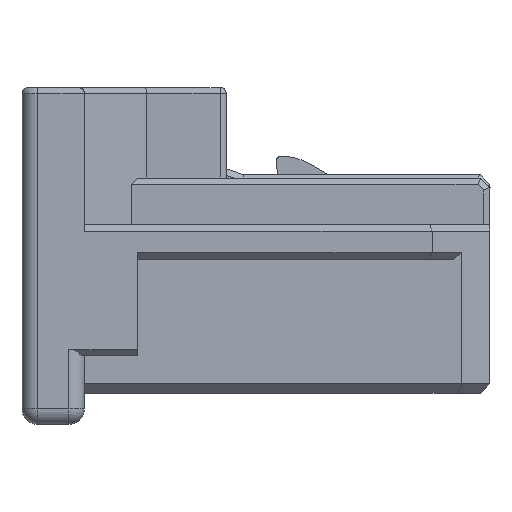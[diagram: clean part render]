
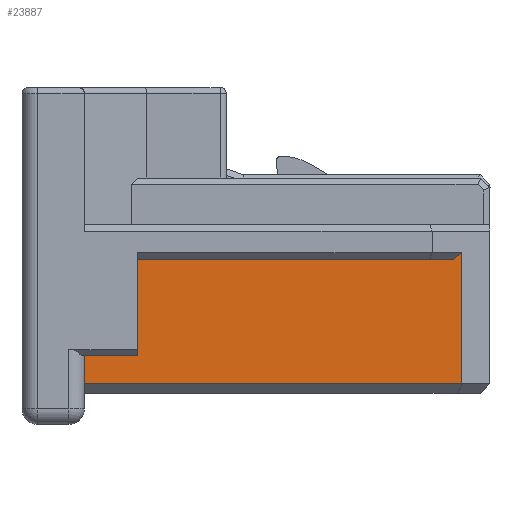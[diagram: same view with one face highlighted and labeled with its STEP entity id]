
A CAD part, left-side view. The second image highlights one B-rep face of the part: STEP entity #23887.
In plain terms, the highlighted planar face has unit normal (-1, 0, 0).
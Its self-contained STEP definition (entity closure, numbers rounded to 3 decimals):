
#15356=CARTESIAN_POINT('',(-9.,-14.1,0.3));
#15357=VERTEX_POINT('',#15356);
#15417=CARTESIAN_POINT('',(-9.,-3.7,1.2));
#15418=VERTEX_POINT('',#15417);
#15444=CARTESIAN_POINT('',(-9.,-2.,1.2));
#15445=VERTEX_POINT('',#15444);
#15452=CARTESIAN_POINT('',(-9.,-2.,1.2));
#15453=DIRECTION('',(0.,-1.,0.));
#15454=VECTOR('',#15453,1.7);
#15455=LINE('',#15452,#15454);
#15456=EDGE_CURVE('',#15445,#15418,#15455,.T.);
#23733=CARTESIAN_POINT('',(-9.,-2.,0.3));
#23734=VERTEX_POINT('',#23733);
#23741=CARTESIAN_POINT('',(-9.,-2.,0.3));
#23742=DIRECTION('',(0.,0.,1.));
#23743=VECTOR('',#23742,0.9);
#23744=LINE('',#23741,#23743);
#23745=EDGE_CURVE('',#23734,#15445,#23744,.T.);
#23795=CARTESIAN_POINT('',(-9.,-14.1,0.3));
#23796=DIRECTION('',(0.,1.,0.));
#23797=VECTOR('',#23796,12.1);
#23798=LINE('',#23795,#23797);
#23799=EDGE_CURVE('',#15357,#23734,#23798,.T.);
#23847=CARTESIAN_POINT('',(-9.,-8.05,2.25));
#23848=DIRECTION('',(0.,1.,0.));
#23849=DIRECTION('',(-1.,0.,0.));
#23850=AXIS2_PLACEMENT_3D('',#23847,#23849,#23848);
#23851=PLANE('',#23850);
#23852=CARTESIAN_POINT('',(-9.,-3.7,4.3));
#23853=VERTEX_POINT('',#23852);
#23854=CARTESIAN_POINT('',(-9.,-3.7,4.3));
#23855=DIRECTION('',(0.,0.,-1.));
#23856=VECTOR('',#23855,3.1);
#23857=LINE('',#23854,#23856);
#23858=EDGE_CURVE('',#23853,#15418,#23857,.T.);
#23859=ORIENTED_EDGE('',*,*,#23858,.T.);
#23860=ORIENTED_EDGE('',*,*,#15456,.F.);
#23861=ORIENTED_EDGE('',*,*,#23745,.F.);
#23862=ORIENTED_EDGE('',*,*,#23799,.F.);
#23863=CARTESIAN_POINT('',(-9.,-14.1,4.5));
#23864=VERTEX_POINT('',#23863);
#23865=CARTESIAN_POINT('',(-9.,-14.1,0.3));
#23866=DIRECTION('',(0.,0.,1.));
#23867=VECTOR('',#23866,4.2);
#23868=LINE('',#23865,#23867);
#23869=EDGE_CURVE('',#15357,#23864,#23868,.T.);
#23870=ORIENTED_EDGE('',*,*,#23869,.T.);
#23871=CARTESIAN_POINT('',(-9.,-13.817,4.3));
#23872=VERTEX_POINT('',#23871);
#23873=CARTESIAN_POINT('',(-9.,-14.1,4.5));
#23874=DIRECTION('',(0.,0.816,-0.577));
#23875=VECTOR('',#23874,0.346);
#23876=LINE('',#23873,#23875);
#23877=EDGE_CURVE('',#23864,#23872,#23876,.T.);
#23878=ORIENTED_EDGE('',*,*,#23877,.T.);
#23879=CARTESIAN_POINT('',(-9.,-13.817,4.3));
#23880=DIRECTION('',(0.,1.,0.));
#23881=VECTOR('',#23880,10.117);
#23882=LINE('',#23879,#23881);
#23883=EDGE_CURVE('',#23872,#23853,#23882,.T.);
#23884=ORIENTED_EDGE('',*,*,#23883,.T.);
#23885=EDGE_LOOP('',(#23859,#23860,#23861,#23862,#23870,#23878,#23884));
#23886=FACE_OUTER_BOUND('',#23885,.T.);
#23887=ADVANCED_FACE('',(#23886),#23851,.T.);
